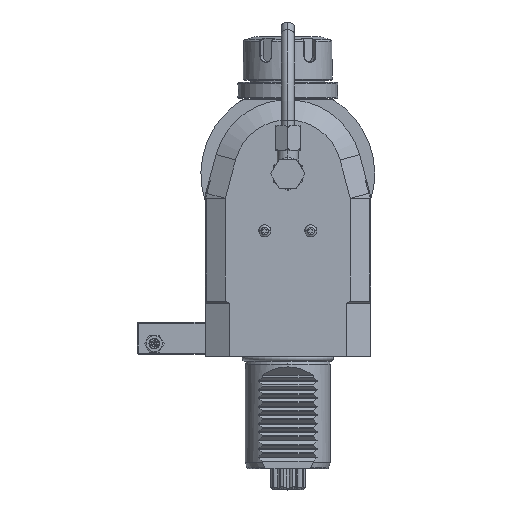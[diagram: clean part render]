
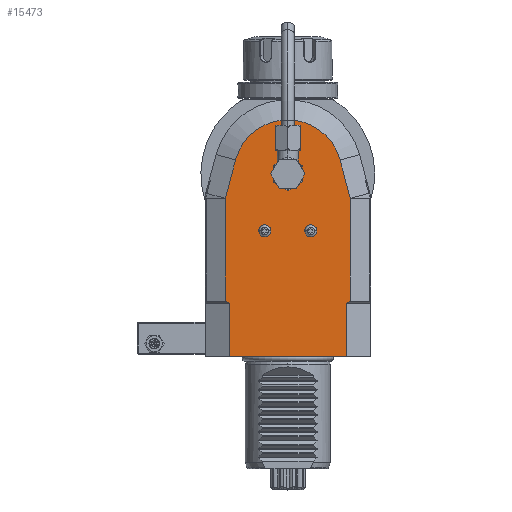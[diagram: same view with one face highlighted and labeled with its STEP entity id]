
A CAD part, top view. The second image highlights one B-rep face of the part: STEP entity #15473.
In plain terms, the highlighted planar face has unit normal (0, 0, 1).
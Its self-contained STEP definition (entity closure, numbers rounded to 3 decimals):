
#628=DIRECTION('',(-1.,0.,0.));
#629=VECTOR('',#628,55.);
#630=CARTESIAN_POINT('',(27.5,-86.,40.));
#631=LINE('',#630,#629);
#804=DIRECTION('',(0.,1.,0.));
#805=VECTOR('',#804,25.);
#806=CARTESIAN_POINT('',(-27.5,-86.,40.));
#807=LINE('',#806,#805);
#808=DIRECTION('',(0.894,-0.447,0.));
#809=VECTOR('',#808,2.236);
#810=CARTESIAN_POINT('',(-29.5,-60.,40.));
#811=LINE('',#810,#809);
#812=DIRECTION('',(0.,-1.,0.));
#813=VECTOR('',#812,48.363);
#814=CARTESIAN_POINT('',(-29.5,-11.637,40.));
#815=LINE('',#814,#813);
#816=CARTESIAN_POINT('',(-29.,-11.637,40.));
#817=DIRECTION('',(0.,0.,1.));
#818=DIRECTION('',(-0.966,0.259,0.));
#819=AXIS2_PLACEMENT_3D('',#816,#817,#818);
#821=DIRECTION('',(-0.259,-0.966,0.));
#822=VECTOR('',#821,18.746);
#823=CARTESIAN_POINT('',(-24.631,6.6,40.));
#824=LINE('',#823,#822);
#825=CARTESIAN_POINT('',(0.,0.,40.));
#826=DIRECTION('',(0.,0.,1.));
#827=DIRECTION('',(0.966,0.259,0.));
#828=AXIS2_PLACEMENT_3D('',#825,#826,#827);
#830=DIRECTION('',(-0.259,0.966,0.));
#831=VECTOR('',#830,18.746);
#832=CARTESIAN_POINT('',(29.483,-11.507,40.));
#833=LINE('',#832,#831);
#834=CARTESIAN_POINT('',(29.,-11.637,40.));
#835=DIRECTION('',(0.,0.,1.));
#836=DIRECTION('',(1.,0.,0.));
#837=AXIS2_PLACEMENT_3D('',#834,#835,#836);
#839=DIRECTION('',(0.,1.,0.));
#840=VECTOR('',#839,48.363);
#841=CARTESIAN_POINT('',(29.5,-60.,40.));
#842=LINE('',#841,#840);
#843=DIRECTION('',(0.894,0.447,0.));
#844=VECTOR('',#843,2.236);
#845=CARTESIAN_POINT('',(27.5,-61.,40.));
#846=LINE('',#845,#844);
#847=DIRECTION('',(0.,-1.,0.));
#848=VECTOR('',#847,25.);
#849=CARTESIAN_POINT('',(27.5,-61.,40.));
#850=LINE('',#849,#848);
#851=CARTESIAN_POINT('',(0.,0.,40.));
#852=DIRECTION('',(0.,0.,1.));
#853=DIRECTION('',(1.,0.,0.));
#854=AXIS2_PLACEMENT_3D('',#851,#852,#853);
#856=CARTESIAN_POINT('',(0.,0.,40.));
#857=DIRECTION('',(0.,0.,1.));
#858=DIRECTION('',(-1.,0.,0.));
#859=AXIS2_PLACEMENT_3D('',#856,#857,#858);
#861=CARTESIAN_POINT('',(10.864,-26.888,40.));
#862=DIRECTION('',(0.,0.,1.));
#863=DIRECTION('',(-1.,0.,0.));
#864=AXIS2_PLACEMENT_3D('',#861,#862,#863);
#866=CARTESIAN_POINT('',(10.864,-26.888,40.));
#867=DIRECTION('',(0.,0.,1.));
#868=DIRECTION('',(1.,0.,0.));
#869=AXIS2_PLACEMENT_3D('',#866,#867,#868);
#871=CARTESIAN_POINT('',(-10.864,-26.888,40.));
#872=DIRECTION('',(0.,0.,1.));
#873=DIRECTION('',(-1.,0.,0.));
#874=AXIS2_PLACEMENT_3D('',#871,#872,#873);
#876=CARTESIAN_POINT('',(-10.864,-26.888,40.));
#877=DIRECTION('',(0.,0.,1.));
#878=DIRECTION('',(1.,0.,0.));
#879=AXIS2_PLACEMENT_3D('',#876,#877,#878);
#13480=CARTESIAN_POINT('',(24.631,6.6,40.));
#13481=CARTESIAN_POINT('',(-24.631,6.6,40.));
#13482=VERTEX_POINT('',#13480);
#13483=VERTEX_POINT('',#13481);
#13488=CARTESIAN_POINT('',(-29.483,-11.507,40.));
#13489=VERTEX_POINT('',#13488);
#13490=CARTESIAN_POINT('',(29.483,-11.507,40.));
#13491=VERTEX_POINT('',#13490);
#13492=CARTESIAN_POINT('',(-29.5,-11.637,40.));
#13493=VERTEX_POINT('',#13492);
#13494=CARTESIAN_POINT('',(29.5,-11.637,40.));
#13495=VERTEX_POINT('',#13494);
#13513=CARTESIAN_POINT('',(29.5,-60.,40.));
#13515=VERTEX_POINT('',#13513);
#13522=CARTESIAN_POINT('',(-29.5,-60.,40.));
#13523=VERTEX_POINT('',#13522);
#13834=CARTESIAN_POINT('',(-13.714,-26.888,40.));
#13835=CARTESIAN_POINT('',(-8.014,-26.888,40.));
#13836=VERTEX_POINT('',#13834);
#13837=VERTEX_POINT('',#13835);
#13870=CARTESIAN_POINT('',(8.014,-26.888,40.));
#13871=CARTESIAN_POINT('',(13.714,-26.888,40.));
#13872=VERTEX_POINT('',#13870);
#13873=VERTEX_POINT('',#13871);
#14513=CARTESIAN_POINT('',(6.5,0.,40.));
#14514=CARTESIAN_POINT('',(-6.5,0.,40.));
#14515=VERTEX_POINT('',#14513);
#14516=VERTEX_POINT('',#14514);
#14677=CARTESIAN_POINT('',(-27.5,-86.,40.));
#14679=VERTEX_POINT('',#14677);
#14682=CARTESIAN_POINT('',(27.5,-86.,40.));
#14684=VERTEX_POINT('',#14682);
#14925=CARTESIAN_POINT('',(27.5,-61.,40.));
#14926=VERTEX_POINT('',#14925);
#14931=CARTESIAN_POINT('',(-27.5,-61.,40.));
#14932=VERTEX_POINT('',#14931);
#15426=CARTESIAN_POINT('',(0.,0.,40.));
#15427=DIRECTION('',(0.,0.,1.));
#15428=DIRECTION('',(1.,0.,0.));
#15429=AXIS2_PLACEMENT_3D('',#15426,#15427,#15428);
#15430=PLANE('',#15429);
#15431=ORIENTED_EDGE('',*,*,#15417,.T.);
#15433=ORIENTED_EDGE('',*,*,#15432,.F.);
#15435=ORIENTED_EDGE('',*,*,#15434,.F.);
#15437=ORIENTED_EDGE('',*,*,#15436,.F.);
#15439=ORIENTED_EDGE('',*,*,#15438,.F.);
#15441=ORIENTED_EDGE('',*,*,#15440,.F.);
#15443=ORIENTED_EDGE('',*,*,#15442,.F.);
#15445=ORIENTED_EDGE('',*,*,#15444,.F.);
#15447=ORIENTED_EDGE('',*,*,#15446,.F.);
#15449=ORIENTED_EDGE('',*,*,#15448,.F.);
#15451=ORIENTED_EDGE('',*,*,#15450,.T.);
#15452=ORIENTED_EDGE('',*,*,#15390,.T.);
#15453=EDGE_LOOP('',(#15431,#15433,#15435,#15437,#15439,#15441,#15443,#15445,
#15447,#15449,#15451,#15452));
#15454=FACE_OUTER_BOUND('',#15453,.F.);
#15456=ORIENTED_EDGE('',*,*,#15455,.T.);
#15458=ORIENTED_EDGE('',*,*,#15457,.T.);
#15459=EDGE_LOOP('',(#15456,#15458));
#15460=FACE_BOUND('',#15459,.F.);
#15462=ORIENTED_EDGE('',*,*,#15461,.T.);
#15464=ORIENTED_EDGE('',*,*,#15463,.T.);
#15465=EDGE_LOOP('',(#15462,#15464));
#15466=FACE_BOUND('',#15465,.F.);
#15468=ORIENTED_EDGE('',*,*,#15467,.T.);
#15470=ORIENTED_EDGE('',*,*,#15469,.T.);
#15471=EDGE_LOOP('',(#15468,#15470));
#15472=FACE_BOUND('',#15471,.F.);
#820=CIRCLE('',#819,0.5);
#829=CIRCLE('',#828,25.5);
#838=CIRCLE('',#837,0.5);
#855=CIRCLE('',#854,6.5);
#860=CIRCLE('',#859,6.5);
#865=CIRCLE('',#864,2.85);
#870=CIRCLE('',#869,2.85);
#875=CIRCLE('',#874,2.85);
#880=CIRCLE('',#879,2.85);
#15390=EDGE_CURVE('',#14684,#14679,#631,.T.);
#15417=EDGE_CURVE('',#14679,#14932,#807,.T.);
#15432=EDGE_CURVE('',#13523,#14932,#811,.T.);
#15434=EDGE_CURVE('',#13493,#13523,#815,.T.);
#15436=EDGE_CURVE('',#13489,#13493,#820,.T.);
#15438=EDGE_CURVE('',#13483,#13489,#824,.T.);
#15440=EDGE_CURVE('',#13482,#13483,#829,.T.);
#15442=EDGE_CURVE('',#13491,#13482,#833,.T.);
#15444=EDGE_CURVE('',#13495,#13491,#838,.T.);
#15446=EDGE_CURVE('',#13515,#13495,#842,.T.);
#15448=EDGE_CURVE('',#14926,#13515,#846,.T.);
#15450=EDGE_CURVE('',#14926,#14684,#850,.T.);
#15455=EDGE_CURVE('',#14515,#14516,#855,.T.);
#15457=EDGE_CURVE('',#14516,#14515,#860,.T.);
#15461=EDGE_CURVE('',#13872,#13873,#865,.T.);
#15463=EDGE_CURVE('',#13873,#13872,#870,.T.);
#15467=EDGE_CURVE('',#13836,#13837,#875,.T.);
#15469=EDGE_CURVE('',#13837,#13836,#880,.T.);
#15473=ADVANCED_FACE('',(#15454,#15460,#15466,#15472),#15430,.T.);
